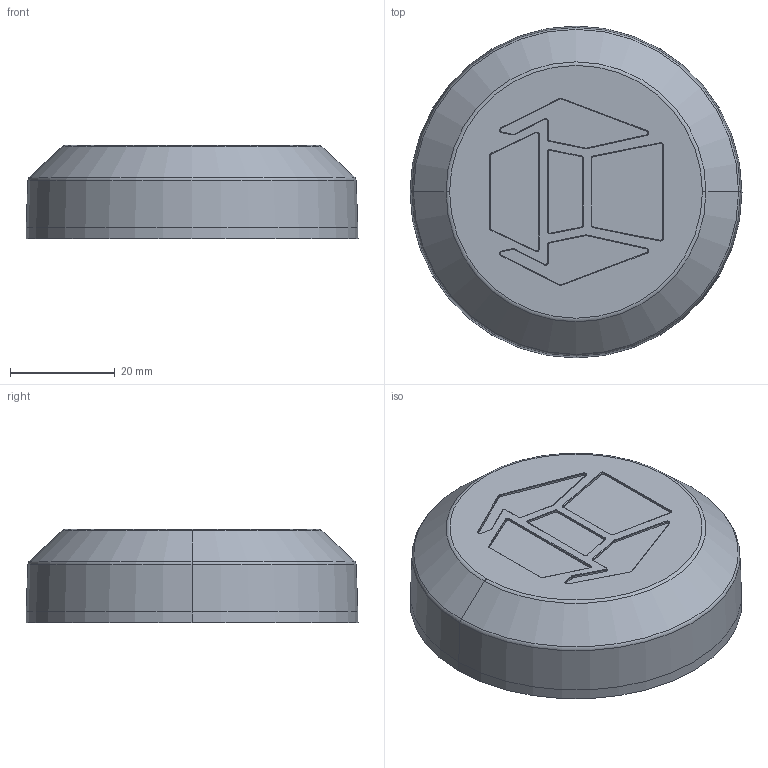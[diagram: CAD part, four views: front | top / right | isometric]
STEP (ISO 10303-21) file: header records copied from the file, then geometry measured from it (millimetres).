
FILE_DESCRIPTION (( 'STEP AP214' ), '1' );
FILE_NAME ('Assem chest middle.STEP', '2017-08-18T06:19:03', ( '' ), ( '' ), 'SwSTEP 2.0', 'SolidWorks 2016', '' );
FILE_SCHEMA (( 'AUTOMOTIVE_DESIGN' ));
Length unit declared in the file: millimetre
Products named in the file (3): Chest_Middle_cover_glass___; Chest_Middle_cover___; Assem chest middle
Assembly tree (2 placements, depth 2):
  Assem chest middle
    Chest_Middle_cover___
    Chest_Middle_cover_glass___
Bounding box: 63.43 x 63.43 x 17.78 mm (x, y, z)
Volume: 12036.3 mm3; surface area: 14417.6 mm2
Topology: 2 solids, 5 shells, 393 faces, 995 edges, 625 vertices
Faces by surface type: plane 140, cone 137, torus 61, cylinder 32, bspline 23
Entity records: 14249 total; most frequent: CARTESIAN_POINT 3765, DIRECTION 2008, ORIENTED_EDGE 1990, EDGE_CURVE 995, AXIS2_PLACEMENT_3D 788, VERTEX_POINT 625, VECTOR 432, LINE 432
